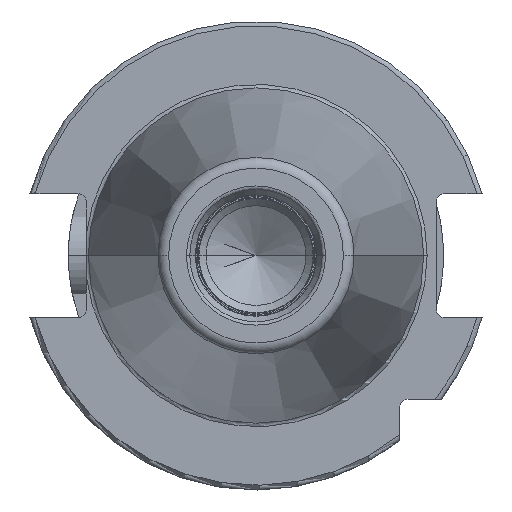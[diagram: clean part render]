
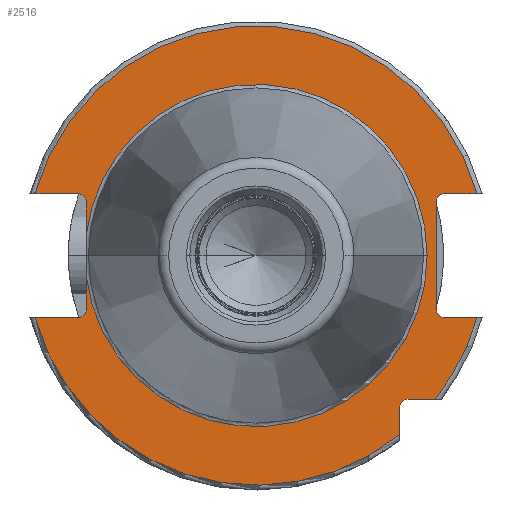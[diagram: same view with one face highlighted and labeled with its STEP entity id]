
A CAD part, left-side view. The second image highlights one B-rep face of the part: STEP entity #2516.
In plain terms, the highlighted planar face has unit normal (-1, 0, 0).
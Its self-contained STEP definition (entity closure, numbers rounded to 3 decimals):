
#105=CARTESIAN_POINT('',(3.2,35.3,-4.415));
#117=CARTESIAN_POINT('',(3.2,0.,0.));
#118=DIRECTION('',(-1.,0.,0.));
#119=DIRECTION('',(0.,0.992,-0.124));
#120=AXIS2_PLACEMENT_3D('',#117,#118,#119);
#146=CARTESIAN_POINT('',(3.2,37.05,-11.15));
#147=DIRECTION('',(1.,0.,0.));
#148=DIRECTION('',(0.,-1.,0.));
#149=AXIS2_PLACEMENT_3D('',#146,#147,#148);
#287=CARTESIAN_POINT('',(3.2,-39.25,11.15));
#288=DIRECTION('',(1.,0.,0.));
#289=DIRECTION('',(0.,1.,0.));
#290=AXIS2_PLACEMENT_3D('',#287,#288,#289);
#629=DIRECTION('',(0.,1.,0.));
#630=VECTOR('',#629,6.711);
#631=CARTESIAN_POINT('',(3.2,-45.961,12.9));
#632=LINE('',#631,#630);
#633=DIRECTION('',(0.,0.,1.));
#634=VECTOR('',#633,22.3);
#635=CARTESIAN_POINT('',(3.2,-37.5,-11.15));
#636=LINE('',#635,#634);
#637=DIRECTION('',(0.,1.,0.));
#638=VECTOR('',#637,6.711);
#639=CARTESIAN_POINT('',(3.2,-45.961,-12.9));
#640=LINE('',#639,#638);
#641=CARTESIAN_POINT('',(3.2,0.,0.));
#642=DIRECTION('',(-1.,0.,0.));
#643=DIRECTION('',(0.,-0.78,-0.625));
#644=AXIS2_PLACEMENT_3D('',#641,#642,#643);
#646=DIRECTION('',(0.,-1.,0.));
#647=VECTOR('',#646,5.654);
#648=CARTESIAN_POINT('',(3.2,-31.6,-29.85));
#649=LINE('',#648,#647);
#650=DIRECTION('',(0.,0.,1.));
#651=VECTOR('',#650,5.654);
#652=CARTESIAN_POINT('',(3.2,-29.85,-37.254));
#653=LINE('',#652,#651);
#654=CARTESIAN_POINT('',(3.2,0.,0.));
#655=DIRECTION('',(-1.,0.,0.));
#656=DIRECTION('',(0.,0.963,-0.27));
#657=AXIS2_PLACEMENT_3D('',#654,#655,#656);
#659=DIRECTION('',(0.,-1.,0.));
#660=VECTOR('',#659,8.911);
#661=CARTESIAN_POINT('',(3.2,45.961,-12.9));
#662=LINE('',#661,#660);
#663=DIRECTION('',(0.,0.,-1.));
#664=VECTOR('',#663,6.735);
#665=CARTESIAN_POINT('',(3.2,35.3,-4.415));
#666=LINE('',#665,#664);
#667=DIRECTION('',(0.,0.,-1.));
#668=VECTOR('',#667,6.735);
#669=CARTESIAN_POINT('',(3.2,35.3,11.15));
#670=LINE('',#669,#668);
#671=DIRECTION('',(0.,-1.,0.));
#672=VECTOR('',#671,8.911);
#673=CARTESIAN_POINT('',(3.2,45.961,12.9));
#674=LINE('',#673,#672);
#675=CARTESIAN_POINT('',(3.2,0.,0.));
#676=DIRECTION('',(1.,0.,0.));
#677=DIRECTION('',(0.,0.963,0.27));
#678=AXIS2_PLACEMENT_3D('',#675,#676,#677);
#693=CARTESIAN_POINT('',(3.2,45.961,12.9));
#700=CARTESIAN_POINT('',(3.2,-45.961,12.9));
#951=CARTESIAN_POINT('',(3.2,45.961,-12.9));
#986=CARTESIAN_POINT('',(3.2,-45.961,-12.9));
#993=CARTESIAN_POINT('',(3.2,-37.254,-29.85));
#1013=CARTESIAN_POINT('',(3.2,-31.6,-31.6));
#1014=DIRECTION('',(1.,0.,0.));
#1015=DIRECTION('',(0.,1.,0.));
#1016=AXIS2_PLACEMENT_3D('',#1013,#1014,#1015);
#1121=CARTESIAN_POINT('',(3.2,-39.25,-11.15));
#1122=DIRECTION('',(1.,0.,0.));
#1123=DIRECTION('',(0.,0.,-1.));
#1124=AXIS2_PLACEMENT_3D('',#1121,#1122,#1123);
#1360=CARTESIAN_POINT('',(3.2,37.05,11.15));
#1361=DIRECTION('',(1.,0.,0.));
#1362=DIRECTION('',(0.,0.,1.));
#1363=AXIS2_PLACEMENT_3D('',#1360,#1361,#1362);
#1365=CARTESIAN_POINT('',(3.2,35.3,4.415));
#1376=CARTESIAN_POINT('',(3.2,0.,0.));
#1377=DIRECTION('',(1.,0.,0.));
#1378=DIRECTION('',(0.,0.992,0.124));
#1379=AXIS2_PLACEMENT_3D('',#1376,#1377,#1378);
#1599=CARTESIAN_POINT('',(3.2,-35.575,0.));
#1601=VERTEX_POINT('',#1599);
#1725=VERTEX_POINT('',#1365);
#1727=VERTEX_POINT('',#105);
#1730=VERTEX_POINT('',#693);
#1731=VERTEX_POINT('',#700);
#1734=VERTEX_POINT('',#951);
#1735=VERTEX_POINT('',#986);
#1758=CARTESIAN_POINT('',(3.2,-29.85,-37.254));
#1759=VERTEX_POINT('',#1758);
#1761=CARTESIAN_POINT('',(3.2,-37.5,-11.15));
#1763=VERTEX_POINT('',#1761);
#1765=CARTESIAN_POINT('',(3.2,-39.25,-12.9));
#1767=VERTEX_POINT('',#1765);
#1769=CARTESIAN_POINT('',(3.2,-39.25,12.9));
#1771=VERTEX_POINT('',#1769);
#1773=CARTESIAN_POINT('',(3.2,37.05,-12.9));
#1775=VERTEX_POINT('',#1773);
#1776=CARTESIAN_POINT('',(3.2,37.05,12.9));
#1777=VERTEX_POINT('',#1776);
#1778=CARTESIAN_POINT('',(3.2,35.3,11.15));
#1779=VERTEX_POINT('',#1778);
#1780=CARTESIAN_POINT('',(3.2,35.3,-11.15));
#1781=VERTEX_POINT('',#1780);
#1782=CARTESIAN_POINT('',(3.2,-37.5,11.15));
#1783=VERTEX_POINT('',#1782);
#1788=CARTESIAN_POINT('',(3.2,-29.85,-31.6));
#1789=CARTESIAN_POINT('',(3.2,-31.6,-29.85));
#1790=VERTEX_POINT('',#1788);
#1791=VERTEX_POINT('',#1789);
#1857=VERTEX_POINT('',#993);
#2477=CARTESIAN_POINT('',(3.2,0.,0.));
#2478=DIRECTION('',(1.,0.,0.));
#2479=DIRECTION('',(0.,-1.,0.));
#2480=AXIS2_PLACEMENT_3D('',#2477,#2478,#2479);
#2481=PLANE('',#2480);
#2483=ORIENTED_EDGE('',*,*,#2482,.T.);
#2484=ORIENTED_EDGE('',*,*,#2201,.F.);
#2485=ORIENTED_EDGE('',*,*,#2187,.F.);
#2487=ORIENTED_EDGE('',*,*,#2486,.F.);
#2489=ORIENTED_EDGE('',*,*,#2488,.F.);
#2491=ORIENTED_EDGE('',*,*,#2490,.F.);
#2493=ORIENTED_EDGE('',*,*,#2492,.F.);
#2495=ORIENTED_EDGE('',*,*,#2494,.F.);
#2497=ORIENTED_EDGE('',*,*,#2496,.F.);
#2499=ORIENTED_EDGE('',*,*,#2498,.F.);
#2501=ORIENTED_EDGE('',*,*,#2500,.T.);
#2502=ORIENTED_EDGE('',*,*,#2075,.F.);
#2503=ORIENTED_EDGE('',*,*,#2062,.F.);
#2504=ORIENTED_EDGE('',*,*,#2025,.T.);
#2506=ORIENTED_EDGE('',*,*,#2505,.F.);
#2507=ORIENTED_EDGE('',*,*,#2057,.F.);
#2509=ORIENTED_EDGE('',*,*,#2508,.F.);
#2511=ORIENTED_EDGE('',*,*,#2510,.F.);
#2513=ORIENTED_EDGE('',*,*,#2512,.T.);
#2514=EDGE_LOOP('',(#2483,#2484,#2485,#2487,#2489,#2491,#2493,#2495,#2497,#2499,
#2501,#2502,#2503,#2504,#2506,#2507,#2509,#2511,#2513));
#2515=FACE_OUTER_BOUND('',#2514,.F.);
#2516=ADVANCED_FACE('',(#2515),#2481,.F.);
#121=CIRCLE('',#120,35.575);
#150=CIRCLE('',#149,1.75);
#291=CIRCLE('',#290,1.75);
#645=CIRCLE('',#644,47.738);
#658=CIRCLE('',#657,47.738);
#679=CIRCLE('',#678,47.738);
#1017=CIRCLE('',#1016,1.75);
#1125=CIRCLE('',#1124,1.75);
#1364=CIRCLE('',#1363,1.75);
#1380=CIRCLE('',#1379,35.575);
#2025=EDGE_CURVE('',#1727,#1601,#121,.T.);
#2057=EDGE_CURVE('',#1779,#1725,#670,.T.);
#2062=EDGE_CURVE('',#1727,#1781,#666,.T.);
#2075=EDGE_CURVE('',#1781,#1775,#150,.T.);
#2187=EDGE_CURVE('',#1763,#1783,#636,.T.);
#2201=EDGE_CURVE('',#1783,#1771,#291,.T.);
#2482=EDGE_CURVE('',#1731,#1771,#632,.T.);
#2486=EDGE_CURVE('',#1767,#1763,#1125,.T.);
#2488=EDGE_CURVE('',#1735,#1767,#640,.T.);
#2490=EDGE_CURVE('',#1857,#1735,#645,.T.);
#2492=EDGE_CURVE('',#1791,#1857,#649,.T.);
#2494=EDGE_CURVE('',#1790,#1791,#1017,.T.);
#2496=EDGE_CURVE('',#1759,#1790,#653,.T.);
#2498=EDGE_CURVE('',#1734,#1759,#658,.T.);
#2500=EDGE_CURVE('',#1734,#1775,#662,.T.);
#2505=EDGE_CURVE('',#1725,#1601,#1380,.T.);
#2508=EDGE_CURVE('',#1777,#1779,#1364,.T.);
#2510=EDGE_CURVE('',#1730,#1777,#674,.T.);
#2512=EDGE_CURVE('',#1730,#1731,#679,.T.);
